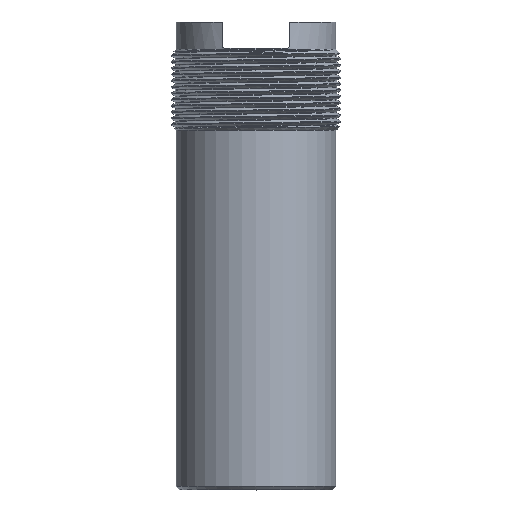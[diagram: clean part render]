
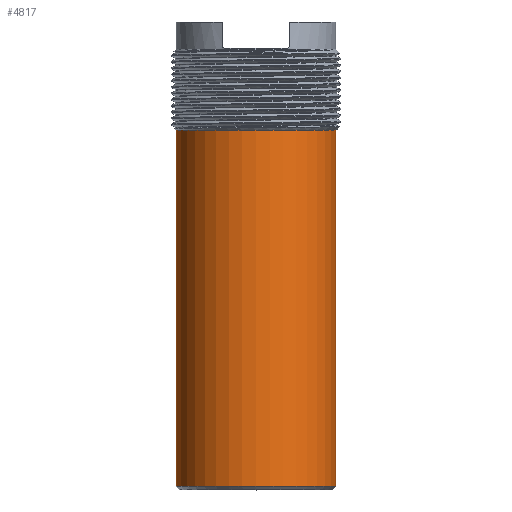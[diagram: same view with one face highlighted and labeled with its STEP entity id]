
A CAD part, top view. The second image highlights one B-rep face of the part: STEP entity #4817.
In plain terms, the highlighted cylindrical face has radius 11.557 mm (diameter 23.114 mm), a partial arc.
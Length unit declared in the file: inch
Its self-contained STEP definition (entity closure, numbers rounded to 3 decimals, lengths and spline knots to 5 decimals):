
#1967=CARTESIAN_POINT('',(0.,2.047,0.));
#1968=DIRECTION('',(0.,-1.,0.));
#1969=DIRECTION('',(1.,0.,0.));
#1970=AXIS2_PLACEMENT_3D('',#1967,#1968,#1969);
#1995=CARTESIAN_POINT('',(0.,0.02,0.));
#1996=DIRECTION('',(0.,1.,0.));
#1997=DIRECTION('',(-1.,0.,0.));
#1998=AXIS2_PLACEMENT_3D('',#1995,#1996,#1997);
#2013=DIRECTION('',(0.,1.,0.));
#2014=VECTOR('',#2013,2.027);
#2015=CARTESIAN_POINT('',(0.455,0.02,
0.));
#2016=LINE('',#2015,#2014);
#2017=DIRECTION('',(0.,1.,0.));
#2018=VECTOR('',#2017,2.027);
#2019=CARTESIAN_POINT('',(-0.455,0.02,
0.));
#2020=LINE('',#2019,#2018);
#2630=CARTESIAN_POINT('',(0.455,2.047,0.));
#2631=CARTESIAN_POINT('',(-0.455,2.047,0.));
#2632=VERTEX_POINT('',#2630);
#2633=VERTEX_POINT('',#2631);
#2788=CARTESIAN_POINT('',(0.455,0.02,0.));
#2789=CARTESIAN_POINT('',(-0.455,0.02,0.));
#2790=VERTEX_POINT('',#2788);
#2791=VERTEX_POINT('',#2789);
#4803=CARTESIAN_POINT('',(0.,2.7951,0.));
#4804=DIRECTION('',(0.,-1.,0.));
#4805=DIRECTION('',(-1.,0.,0.));
#4806=AXIS2_PLACEMENT_3D('',#4803,#4804,#4805);
#4807=CYLINDRICAL_SURFACE('',#4806,0.455);
#4809=ORIENTED_EDGE('',*,*,#4808,.F.);
#4811=ORIENTED_EDGE('',*,*,#4810,.T.);
#4812=ORIENTED_EDGE('',*,*,#4796,.F.);
#4814=ORIENTED_EDGE('',*,*,#4813,.F.);
#4815=EDGE_LOOP('',(#4809,#4811,#4812,#4814));
#4816=FACE_OUTER_BOUND('',#4815,.F.);
#1971=CIRCLE('',#1970,0.455);
#1999=CIRCLE('',#1998,0.455);
#4796=EDGE_CURVE('',#2632,#2633,#1971,.T.);
#4808=EDGE_CURVE('',#2791,#2790,#1999,.T.);
#4810=EDGE_CURVE('',#2791,#2633,#2020,.T.);
#4813=EDGE_CURVE('',#2790,#2632,#2016,.T.);
#4817=ADVANCED_FACE('',(#4816),#4807,.T.);
